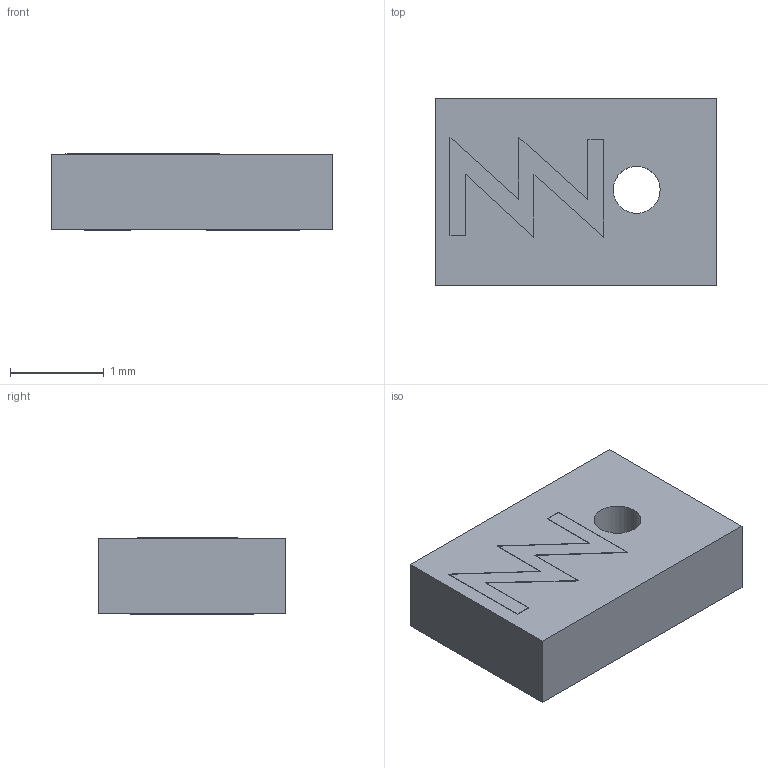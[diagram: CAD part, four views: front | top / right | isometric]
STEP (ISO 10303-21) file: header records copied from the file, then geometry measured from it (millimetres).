
FILE_DESCRIPTION(/* description */ (''),/* implementation_level */ '2;1');
FILE_NAME(/* name */ 'NN02-101.stp',/* time_stamp */ '2021-06-02T19:16:30+02:00',/* author */ ('matlab'),/* organization */ (''),/* preprocessor_version */ 'ST-DEVELOPER v16.1',/* originating_system */ 'Autodesk Inventor LT ',/* authorisation */ '');
FILE_SCHEMA (('AUTOMOTIVE_DESIGN { 1 0 10303 214 3 1 1 }'));
Length unit declared in the file: millimetre
Products named in the file (1): NN02-101
Bounding box: 3 x 2 x 0.81 mm (x, y, z)
Volume: 4.7 mm3; surface area: 21 mm2
Topology: 1 solids, 1 shells, 30 faces, 76 edges, 51 vertices
Faces by surface type: plane 29, cylinder 1
Full cylindrical faces by diameter (mm): 0.5 x1
Entity records: 937 total; most frequent: CARTESIAN_POINT 155, ORIENTED_EDGE 148, DIRECTION 138, EDGE_CURVE 74, LINE 72, VECTOR 72, VERTEX_POINT 50, EDGE_LOOP 36
